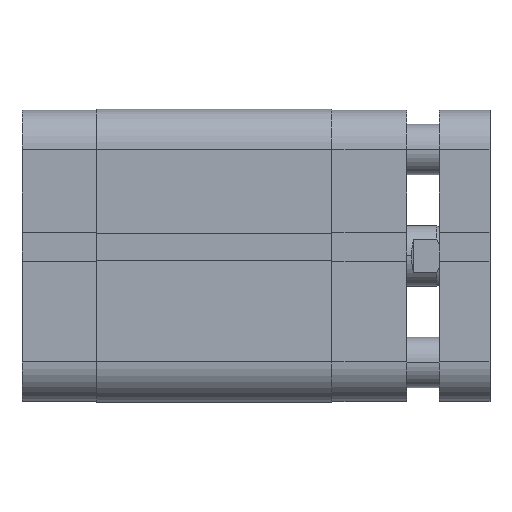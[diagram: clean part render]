
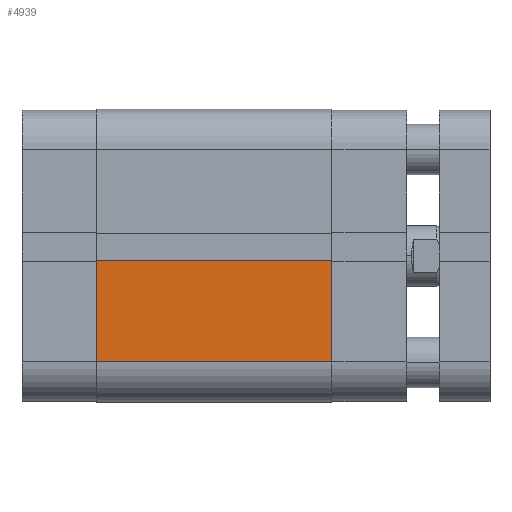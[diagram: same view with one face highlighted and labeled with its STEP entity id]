
A CAD part, top view. The second image highlights one B-rep face of the part: STEP entity #4939.
In plain terms, the highlighted face is planar.
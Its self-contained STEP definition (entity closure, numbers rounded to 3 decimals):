
#468 = ORIENTED_EDGE ( 'NONE', *, *, #3591, .T. ) ;
#469 = ORIENTED_EDGE ( 'NONE', *, *, #3587, .T. ) ;
#470 = ORIENTED_EDGE ( 'NONE', *, *, #3594, .F. ) ;
#471 = ORIENTED_EDGE ( 'NONE', *, *, #3595, .F. ) ;
#1807 = VECTOR ( 'NONE', #5932, 1000. ) ;
#1813 = LINE ( 'NONE', #5931, #1807 ) ;
#1816 = LINE ( 'NONE', #5923, #1817 ) ;
#1817 = VECTOR ( 'NONE', #5924, 1000. ) ;
#1819 = LINE ( 'NONE', #5937, #1831 ) ;
#1823 = LINE ( 'NONE', #5922, #1829 ) ;
#1829 = VECTOR ( 'NONE', #5939, 1000. ) ;
#1831 = VECTOR ( 'NONE', #5941, 1000. ) ;
#2323 = VERTEX_POINT ( 'NONE', #5344 ) ;
#2324 = VERTEX_POINT ( 'NONE', #5345 ) ;
#2325 = VERTEX_POINT ( 'NONE', #5346 ) ;
#2326 = VERTEX_POINT ( 'NONE', #5347 ) ;
#3587 = EDGE_CURVE ( 'NONE', #2326, #2324, #1816, .T. ) ;
#3591 = EDGE_CURVE ( 'NONE', #2324, #2323, #1813, .T. ) ;
#3594 = EDGE_CURVE ( 'NONE', #2326, #2325, #1823, .T. ) ;
#3595 = EDGE_CURVE ( 'NONE', #2325, #2323, #1819, .T. ) ;
#4588 = AXIS2_PLACEMENT_3D ( 'NONE', #8254, #8257, #8258 ) ;
#4939 = ADVANCED_FACE ( 'NONE', ( #7319 ), #8255, .T. ) ;
#4983 = EDGE_LOOP ( 'NONE', ( #471, #470, #469, #468 ) ) ;
#5344 = CARTESIAN_POINT ( 'NONE',  ( 29., 0.85, 0. ) ) ;
#5345 = CARTESIAN_POINT ( 'NONE',  ( 29., 0.85, 46.5 ) ) ;
#5346 = CARTESIAN_POINT ( 'NONE',  ( 29., 21., 0. ) ) ;
#5347 = CARTESIAN_POINT ( 'NONE',  ( 29., 21., 46.5 ) ) ;
#5922 = CARTESIAN_POINT ( 'NONE',  ( 29., 21., 46.5 ) ) ;
#5923 = CARTESIAN_POINT ( 'NONE',  ( 29., -63.941, 46.5 ) ) ;
#5924 = DIRECTION ( 'NONE',  ( 0., -1., 0. ) ) ;
#5931 = CARTESIAN_POINT ( 'NONE',  ( 29., 0.85, 46.5 ) ) ;
#5932 = DIRECTION ( 'NONE',  ( 0., 0., -1. ) ) ;
#5937 = CARTESIAN_POINT ( 'NONE',  ( 29., -63.941, 0. ) ) ;
#5939 = DIRECTION ( 'NONE',  ( 0., 0., -1. ) ) ;
#5941 = DIRECTION ( 'NONE',  ( 0., -1., 0. ) ) ;
#7319 = FACE_OUTER_BOUND ( 'NONE', #4983, .T. ) ;
#8254 = CARTESIAN_POINT ( 'NONE',  ( 29., -63.941, 46.5 ) ) ;
#8255 = PLANE ( 'NONE',  #4588 ) ;
#8257 = DIRECTION ( 'NONE',  ( 1., 0., 0. ) ) ;
#8258 = DIRECTION ( 'NONE',  ( 0., 1., 0. ) ) ;
